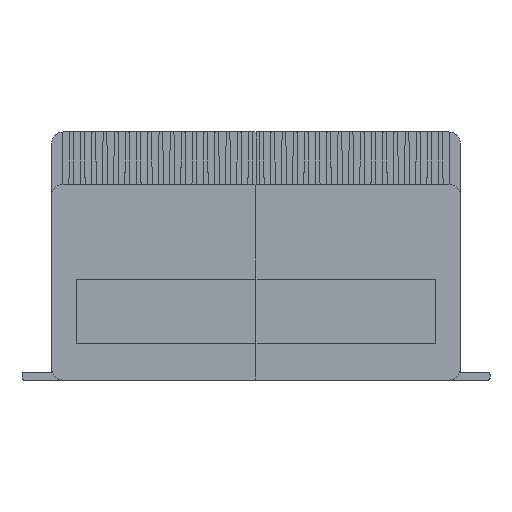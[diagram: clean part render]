
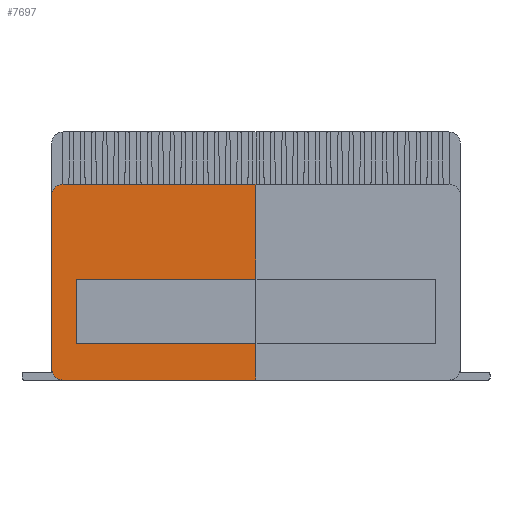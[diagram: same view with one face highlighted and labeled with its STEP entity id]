
A CAD part, front view. The second image highlights one B-rep face of the part: STEP entity #7697.
In plain terms, the highlighted free-form (B-spline) face has degree [1, 1] with [2, 2] control points.
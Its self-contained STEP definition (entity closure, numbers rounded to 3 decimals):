
#170=FACE_OUTER_BOUND('',#679,.T.);
#679=EDGE_LOOP('',(#4598,#4599,#4600,#4601,#4602,#4603,#4604,#4605,#4606,
#4607));
#1188=(
BOUNDED_CURVE()
B_SPLINE_CURVE(1,(#8215,#8216),.UNSPECIFIED.,.F.,.F.)
B_SPLINE_CURVE_WITH_KNOTS((2,2),(0.,0.941),.UNSPECIFIED.)
CURVE()
GEOMETRIC_REPRESENTATION_ITEM()
RATIONAL_B_SPLINE_CURVE((1.,1.))
REPRESENTATION_ITEM('')
);
#1191=(
BOUNDED_CURVE()
B_SPLINE_CURVE(5,(#8235,#8236,#8237,#8238,#8239,#8240),.UNSPECIFIED.,.F.,
 .F.)
B_SPLINE_CURVE_WITH_KNOTS((6,6),(0.,0.483),.UNSPECIFIED.)
CURVE()
GEOMETRIC_REPRESENTATION_ITEM()
RATIONAL_B_SPLINE_CURVE((1.,1.,1.,1.,1.,1.))
REPRESENTATION_ITEM('')
);
#1194=(
BOUNDED_CURVE()
B_SPLINE_CURVE(1,(#8255,#8256),.UNSPECIFIED.,.F.,.F.)
B_SPLINE_CURVE_WITH_KNOTS((2,2),(0.,0.905),.UNSPECIFIED.)
CURVE()
GEOMETRIC_REPRESENTATION_ITEM()
RATIONAL_B_SPLINE_CURVE((1.,1.))
REPRESENTATION_ITEM('')
);
#1197=(
BOUNDED_CURVE()
B_SPLINE_CURVE(5,(#8275,#8276,#8277,#8278,#8279,#8280),.UNSPECIFIED.,.F.,
 .F.)
B_SPLINE_CURVE_WITH_KNOTS((6,6),(0.,0.483),.UNSPECIFIED.)
CURVE()
GEOMETRIC_REPRESENTATION_ITEM()
RATIONAL_B_SPLINE_CURVE((1.,1.,1.,1.,1.,1.))
REPRESENTATION_ITEM('')
);
#1201=(
BOUNDED_CURVE()
B_SPLINE_CURVE(1,(#8302,#8303),.UNSPECIFIED.,.F.,.F.)
B_SPLINE_CURVE_WITH_KNOTS((2,2),(0.,0.941),.UNSPECIFIED.)
CURVE()
GEOMETRIC_REPRESENTATION_ITEM()
RATIONAL_B_SPLINE_CURVE((1.,1.))
REPRESENTATION_ITEM('')
);
#1238=(
BOUNDED_CURVE()
B_SPLINE_CURVE(1,(#8417,#8418),.UNSPECIFIED.,.F.,.F.)
B_SPLINE_CURVE_WITH_KNOTS((2,2),(0.,4.825),.UNSPECIFIED.)
CURVE()
GEOMETRIC_REPRESENTATION_ITEM()
RATIONAL_B_SPLINE_CURVE((1.,1.))
REPRESENTATION_ITEM('')
);
#1239=(
BOUNDED_CURVE()
B_SPLINE_CURVE(1,(#8420,#8421),.UNSPECIFIED.,.F.,.F.)
B_SPLINE_CURVE_WITH_KNOTS((2,2),(0.,1.72),.UNSPECIFIED.)
CURVE()
GEOMETRIC_REPRESENTATION_ITEM()
RATIONAL_B_SPLINE_CURVE((1.,1.))
REPRESENTATION_ITEM('')
);
#1240=(
BOUNDED_CURVE()
B_SPLINE_CURVE(1,(#8423,#8424),.UNSPECIFIED.,.F.,.F.)
B_SPLINE_CURVE_WITH_KNOTS((2,2),(0.,4.825),.UNSPECIFIED.)
CURVE()
GEOMETRIC_REPRESENTATION_ITEM()
RATIONAL_B_SPLINE_CURVE((1.,1.))
REPRESENTATION_ITEM('')
);
#1241=(
BOUNDED_CURVE()
B_SPLINE_CURVE(1,(#8425,#8426),.UNSPECIFIED.,.F.,.F.)
B_SPLINE_CURVE_WITH_KNOTS((2,2),(0.,0.441),.UNSPECIFIED.)
CURVE()
GEOMETRIC_REPRESENTATION_ITEM()
RATIONAL_B_SPLINE_CURVE((1.,1.))
REPRESENTATION_ITEM('')
);
#1242=(
BOUNDED_CURVE()
B_SPLINE_CURVE(1,(#8427,#8428),.UNSPECIFIED.,.F.,.F.)
B_SPLINE_CURVE_WITH_KNOTS((2,2),(0.,0.171),.UNSPECIFIED.)
CURVE()
GEOMETRIC_REPRESENTATION_ITEM()
RATIONAL_B_SPLINE_CURVE((1.,1.))
REPRESENTATION_ITEM('')
);
#2389=VERTEX_POINT('',#8211);
#2390=VERTEX_POINT('',#8214);
#2392=VERTEX_POINT('',#8234);
#2394=VERTEX_POINT('',#8254);
#2396=VERTEX_POINT('',#8274);
#2399=VERTEX_POINT('',#8301);
#2435=VERTEX_POINT('',#8415);
#2436=VERTEX_POINT('',#8416);
#2437=VERTEX_POINT('',#8419);
#2438=VERTEX_POINT('',#8422);
#3215=EDGE_CURVE('',#2389,#2390,#1188,.T.);
#3218=EDGE_CURVE('',#2390,#2392,#1191,.T.);
#3221=EDGE_CURVE('',#2392,#2394,#1194,.T.);
#3224=EDGE_CURVE('',#2394,#2396,#1197,.T.);
#3228=EDGE_CURVE('',#2396,#2399,#1201,.T.);
#3265=EDGE_CURVE('',#2435,#2436,#1238,.T.);
#3266=EDGE_CURVE('',#2437,#2435,#1239,.T.);
#3267=EDGE_CURVE('',#2438,#2437,#1240,.T.);
#3268=EDGE_CURVE('',#2399,#2438,#1241,.T.);
#3269=EDGE_CURVE('',#2436,#2389,#1242,.T.);
#4598=ORIENTED_EDGE('',*,*,#3265,.F.);
#4599=ORIENTED_EDGE('',*,*,#3266,.F.);
#4600=ORIENTED_EDGE('',*,*,#3267,.F.);
#4601=ORIENTED_EDGE('',*,*,#3268,.F.);
#4602=ORIENTED_EDGE('',*,*,#3228,.F.);
#4603=ORIENTED_EDGE('',*,*,#3224,.F.);
#4604=ORIENTED_EDGE('',*,*,#3221,.F.);
#4605=ORIENTED_EDGE('',*,*,#3218,.F.);
#4606=ORIENTED_EDGE('',*,*,#3215,.F.);
#4607=ORIENTED_EDGE('',*,*,#3269,.F.);
#7206=B_SPLINE_SURFACE_WITH_KNOTS('',1,1,((#8411,#8412),(#8413,#8414)),
 .UNSPECIFIED.,.F.,.F.,.F.,(2,2),(2,2),(0.,0.995),(-0.995,
0.),.UNSPECIFIED.);
#7697=ADVANCED_FACE('',(#170),#7206,.F.);
#8211=CARTESIAN_POINT('',(0.,-52.,-24.396));
#8214=CARTESIAN_POINT('',(-51.75,-52.,-24.396));
#8215=CARTESIAN_POINT('Ctrl Pts',(0.,-52.,
-24.396));
#8216=CARTESIAN_POINT('Ctrl Pts',(-51.75,-52.,-24.396));
#8234=CARTESIAN_POINT('',(-54.75,-52.,-21.396));
#8235=CARTESIAN_POINT('Ctrl Pts',(-51.75,-52.,-24.396));
#8236=CARTESIAN_POINT('Ctrl Pts',(-52.689,-52.,-24.396));
#8237=CARTESIAN_POINT('Ctrl Pts',(-53.641,-52.,-24.027));
#8238=CARTESIAN_POINT('Ctrl Pts',(-54.379,-52.,-23.279));
#8239=CARTESIAN_POINT('Ctrl Pts',(-54.75,-52.,-22.34));
#8240=CARTESIAN_POINT('Ctrl Pts',(-54.75,-52.,-21.396));
#8254=CARTESIAN_POINT('',(-54.75,-52.,25.104));
#8255=CARTESIAN_POINT('Ctrl Pts',(-54.75,-52.,-21.396));
#8256=CARTESIAN_POINT('Ctrl Pts',(-54.75,-52.,25.104));
#8274=CARTESIAN_POINT('',(-51.75,-52.,28.104));
#8275=CARTESIAN_POINT('Ctrl Pts',(-54.75,-52.,25.104));
#8276=CARTESIAN_POINT('Ctrl Pts',(-54.75,-52.,26.049));
#8277=CARTESIAN_POINT('Ctrl Pts',(-54.379,-52.,26.988));
#8278=CARTESIAN_POINT('Ctrl Pts',(-53.641,-52.,27.736));
#8279=CARTESIAN_POINT('Ctrl Pts',(-52.689,-52.,28.104));
#8280=CARTESIAN_POINT('Ctrl Pts',(-51.75,-52.,28.104));
#8301=CARTESIAN_POINT('',(0.,-52.,28.104));
#8302=CARTESIAN_POINT('Ctrl Pts',(-51.75,-52.,28.104));
#8303=CARTESIAN_POINT('Ctrl Pts',(0.,-52.,
28.104));
#8411=CARTESIAN_POINT('Ctrl Pts',(0.,-52.,
33.));
#8412=CARTESIAN_POINT('Ctrl Pts',(-54.75,-52.,33.));
#8413=CARTESIAN_POINT('Ctrl Pts',(0.,-52.,
-24.396));
#8414=CARTESIAN_POINT('Ctrl Pts',(-54.75,-52.,-24.396));
#8415=CARTESIAN_POINT('',(-48.25,-52.,-14.547));
#8416=CARTESIAN_POINT('',(0.,-52.,-14.547));
#8417=CARTESIAN_POINT('Ctrl Pts',(-48.25,-52.,-14.547));
#8418=CARTESIAN_POINT('Ctrl Pts',(0.,-52.,
-14.547));
#8419=CARTESIAN_POINT('',(-48.25,-52.,2.653));
#8420=CARTESIAN_POINT('Ctrl Pts',(-48.25,-52.,2.653));
#8421=CARTESIAN_POINT('Ctrl Pts',(-48.25,-52.,-14.547));
#8422=CARTESIAN_POINT('',(0.,-52.,2.653));
#8423=CARTESIAN_POINT('Ctrl Pts',(0.,-52.,
2.653));
#8424=CARTESIAN_POINT('Ctrl Pts',(-48.25,-52.,2.653));
#8425=CARTESIAN_POINT('Ctrl Pts',(0.,-52.,
28.104));
#8426=CARTESIAN_POINT('Ctrl Pts',(0.,-52.,
2.653));
#8427=CARTESIAN_POINT('Ctrl Pts',(0.,-52.,
-14.547));
#8428=CARTESIAN_POINT('Ctrl Pts',(0.,-52.,
-24.396));
